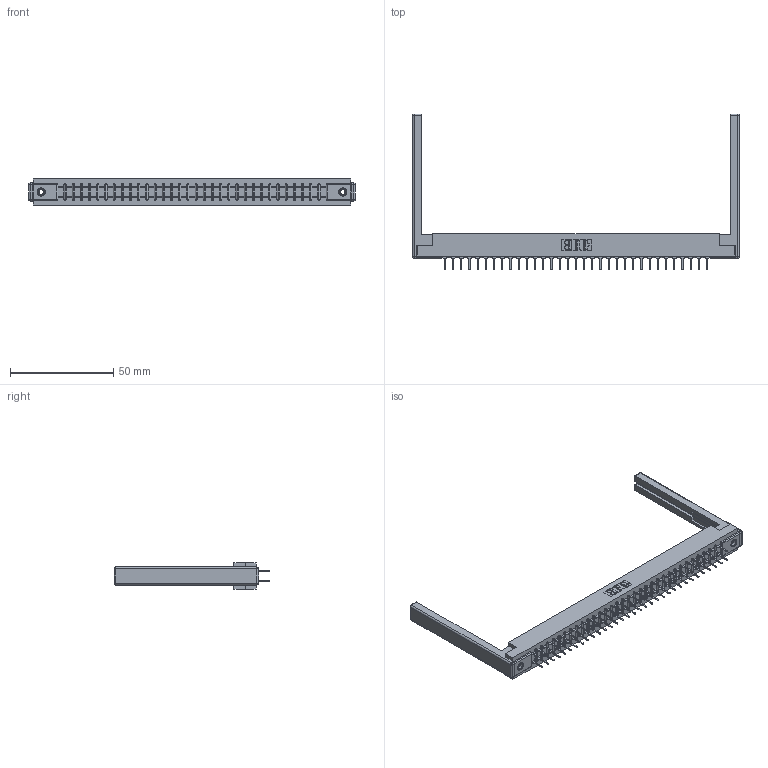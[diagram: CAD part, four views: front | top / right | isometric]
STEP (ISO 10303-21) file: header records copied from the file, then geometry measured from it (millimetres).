
FILE_DESCRIPTION (( 'STEP AP203' ), '1' );
FILE_NAME ('357-066-524-268.STEP', '2019-09-19T08:33:29', ( '' ), ( '' ), 'SwSTEP 2.0', 'SolidWorks 2016', '' );
FILE_SCHEMA (( 'CONFIG_CONTROL_DESIGN' ));
Length unit declared in the file: inch
Products named in the file (5): 357-066-524-268; 307-220-068; 307 Part_.156 Dia Mounting Holes; 307-290-001_524; 345-250-001_345-250-001-102
Assembly tree (71 placements, depth 2):
  357-066-524-268
    307 Part_.156 Dia Mounting Holes
    307-290-001_524  x66
    307-220-068  x2
    345-250-001_345-250-001-102  x2
Bounding box: 158.19 x 75.39 x 12.7 mm (x, y, z)
Volume: 21117.2 mm3; surface area: 24053.1 mm2
Topology: 71 solids, 71 shells, 3342 faces, 9293 edges, 5994 vertices
Faces by surface type: plane 2204, cylinder 1046, sphere 76, cone 12, torus 4
Entity records: 33183 total; most frequent: CARTESIAN_POINT 5406, ORIENTED_EDGE 5348, DIRECTION 5314, EDGE_CURVE 2674, VECTOR 2046, LINE 2046, VERTEX_POINT 1726, AXIS2_PLACEMENT_3D 1634
